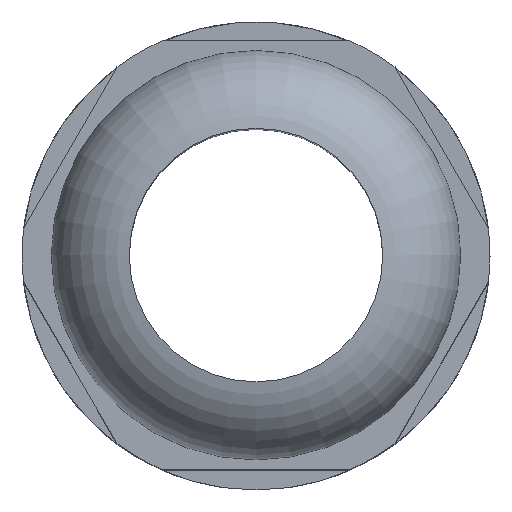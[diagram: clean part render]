
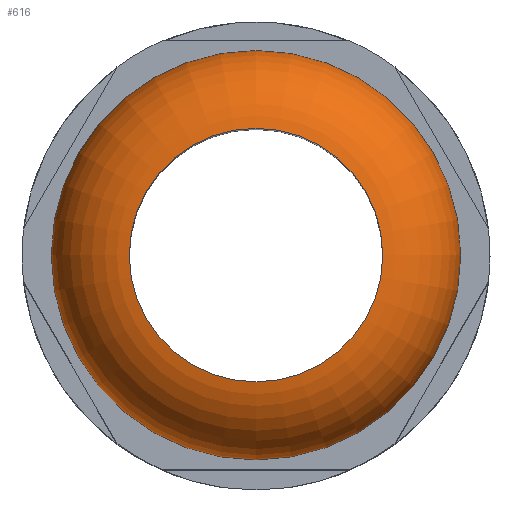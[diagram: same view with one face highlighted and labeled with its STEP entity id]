
A CAD part, top view. The second image highlights one B-rep face of the part: STEP entity #616.
In plain terms, the highlighted toroidal (fillet/blend) face has major radius 5.9 mm and minor radius 4.6 mm.
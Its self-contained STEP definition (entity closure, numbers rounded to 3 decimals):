
#153=ORIENTED_EDGE('',*,*,#323,.F.);
#154=ORIENTED_EDGE('',*,*,#324,.T.);
#323=EDGE_CURVE('',#408,#408,#469,.F.);
#324=EDGE_CURVE('',#409,#409,#470,.T.);
#408=VERTEX_POINT('',#949);
#409=VERTEX_POINT('',#951);
#469=CIRCLE('',#669,10.5);
#470=CIRCLE('',#670,6.5);
#506=EDGE_LOOP('',(#153));
#507=EDGE_LOOP('',(#154));
#560=FACE_BOUND('',#506,.T.);
#561=FACE_BOUND('',#507,.T.);
#614=TOROIDAL_SURFACE('',#668,5.9,4.6);
#616=ADVANCED_FACE('',(#560,#561),#614,.T.);
#668=AXIS2_PLACEMENT_3D('',#947,#746,#747);
#669=AXIS2_PLACEMENT_3D('',#948,#748,#749);
#670=AXIS2_PLACEMENT_3D('',#950,#750,#751);
#746=DIRECTION('',(0.,0.,1.));
#747=DIRECTION('',(0.,-1.,0.));
#748=DIRECTION('',(0.,0.,1.));
#749=DIRECTION('',(1.,0.,0.));
#750=DIRECTION('',(0.,0.,-1.));
#751=DIRECTION('',(0.,1.,0.));
#947=CARTESIAN_POINT('',(0.,0.,28.9));
#948=CARTESIAN_POINT('',(0.,0.,28.9));
#949=CARTESIAN_POINT('',(10.5,0.,28.9));
#950=CARTESIAN_POINT('',(0.,0.,33.461));
#951=CARTESIAN_POINT('',(0.,6.5,33.461));
